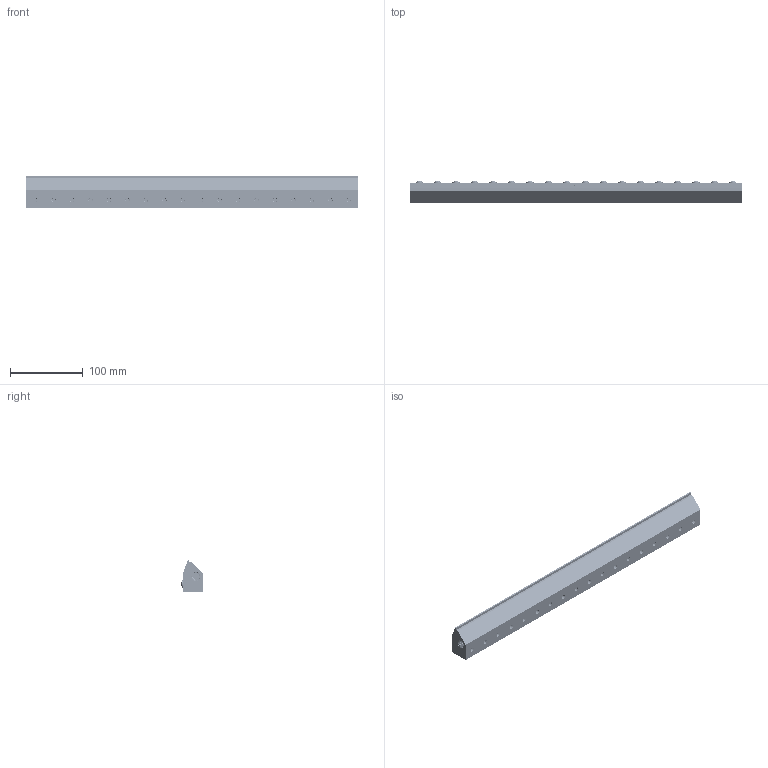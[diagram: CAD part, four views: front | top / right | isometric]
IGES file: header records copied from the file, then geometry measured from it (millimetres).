
Start section: SolidWorks IGES file using analytic representation for surfaces
Global section: file name: 10018XS-316L.IGS; native system: SolidWorks 2020; preprocessor: SolidWorks 2020; author: Ammad; date: 210904.205914; units: inch
Bounding box: 457.2 x 29.83 x 44.45 mm (x, y, z)
Surface area: 130368.1 mm2 (no closed solid volume)
Topology: 0 solids, 0 shells, 2917 faces, 53908 edges, 53797 vertices
Faces by surface type: revolution 2126, bspline 791
